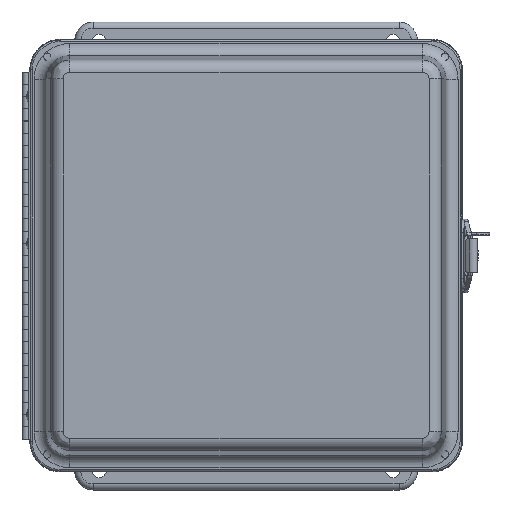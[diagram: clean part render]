
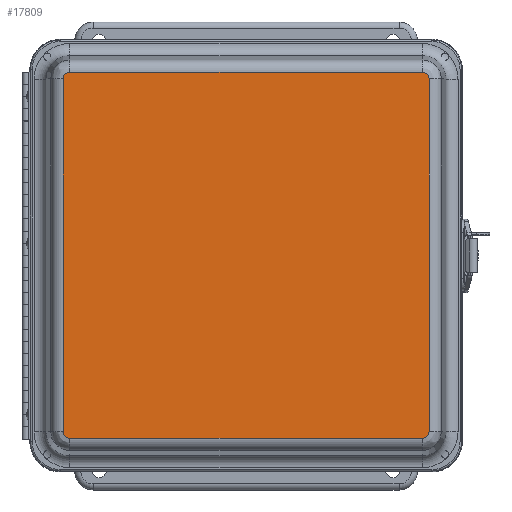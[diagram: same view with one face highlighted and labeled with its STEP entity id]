
A CAD part, top view. The second image highlights one B-rep face of the part: STEP entity #17809.
In plain terms, the highlighted planar face has unit normal (0, 0, 1).
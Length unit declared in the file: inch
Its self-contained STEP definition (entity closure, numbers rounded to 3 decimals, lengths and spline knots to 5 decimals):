
#1691=LINE($,#41420,#2856);
#1694=LINE($,#41441,#2859);
#1696=LINE($,#41449,#2861);
#1698=LINE($,#41477,#2863);
#2856=VECTOR($,#25154,7.20895);
#2859=VECTOR($,#25169,7.2095);
#2861=VECTOR($,#25177,7.20895);
#2863=VECTOR($,#25193,7.2095);
#3290=PLANE($,#19936);
#5183=FACE_OUTER_BOUND($,#6539,.T.);
#6539=EDGE_LOOP($,(#16343,#16344,#16345,#16346,#16347,#16348,#16349,#16350));
#7589=CIRCLE($,#19916,0.13382);
#7594=CIRCLE($,#19922,0.13382);
#7598=CIRCLE($,#19930,0.13382);
#7601=CIRCLE($,#19933,0.13382);
#9189=VERTEX_POINT($,#41410);
#9190=VERTEX_POINT($,#41412);
#9191=VERTEX_POINT($,#41416);
#9193=VERTEX_POINT($,#41430);
#9195=VERTEX_POINT($,#41440);
#9197=VERTEX_POINT($,#41446);
#9198=VERTEX_POINT($,#41448);
#9199=VERTEX_POINT($,#41471);
#11592=EDGE_CURVE($,#9189,#9190,#7589,.T.);
#11596=EDGE_CURVE($,#9190,#9191,#1691,.T.);
#11599=EDGE_CURVE($,#9191,#9193,#7594,.T.);
#11602=EDGE_CURVE($,#9193,#9195,#1694,.T.);
#11606=EDGE_CURVE($,#9197,#9198,#1696,.T.);
#11608=EDGE_CURVE($,#9195,#9197,#7598,.T.);
#11611=EDGE_CURVE($,#9198,#9199,#7601,.T.);
#11613=EDGE_CURVE($,#9199,#9189,#1698,.T.);
#16343=ORIENTED_EDGE($,*,*,#11592,.F.);
#16344=ORIENTED_EDGE($,*,*,#11613,.F.);
#16345=ORIENTED_EDGE($,*,*,#11611,.F.);
#16346=ORIENTED_EDGE($,*,*,#11606,.F.);
#16347=ORIENTED_EDGE($,*,*,#11608,.F.);
#16348=ORIENTED_EDGE($,*,*,#11602,.F.);
#16349=ORIENTED_EDGE($,*,*,#11599,.F.);
#16350=ORIENTED_EDGE($,*,*,#11596,.F.);
#17809=ADVANCED_FACE($,(#5183),#3290,.T.);
#19916=AXIS2_PLACEMENT_3D($,#41413,#25145,#25146);
#19922=AXIS2_PLACEMENT_3D($,#41434,#25159,#25160);
#19930=AXIS2_PLACEMENT_3D($,#41460,#25180,#25181);
#19933=AXIS2_PLACEMENT_3D($,#41473,#25186,#25187);
#19936=AXIS2_PLACEMENT_3D($,#41478,#25194,#25195);
#25145=DIRECTION('center_axis',(0.,0.,-1.));
#25146=DIRECTION('ref_axis',(-0.984,-0.18,0.));
#25154=DIRECTION($,(0.,1.,0.));
#25159=DIRECTION('center_axis',(0.,0.,-1.));
#25160=DIRECTION('ref_axis',(-0.984,0.18,0.));
#25169=DIRECTION($,(1.,0.,0.));
#25177=DIRECTION($,(0.,-1.,0.));
#25180=DIRECTION('center_axis',(0.,0.,-1.));
#25181=DIRECTION('ref_axis',(0.984,0.18,0.));
#25186=DIRECTION('center_axis',(0.,0.,-1.));
#25187=DIRECTION('ref_axis',(0.984,-0.18,0.));
#25193=DIRECTION($,(-1.,0.,0.));
#25194=DIRECTION('center_axis',(0.,0.,1.));
#25195=DIRECTION('ref_axis',(1.,0.,0.));
#41410=CARTESIAN_POINT('',(-3.60475,-3.7383,4.685));
#41412=CARTESIAN_POINT('',(-3.73857,-3.60448,4.685));
#41413=CARTESIAN_POINT('Origin',(-3.60475,-3.60448,4.685));
#41416=CARTESIAN_POINT('',(-3.73857,3.60448,4.685));
#41420=CARTESIAN_POINT($,(-3.73857,-3.60448,4.685));
#41430=CARTESIAN_POINT('',(-3.60475,3.7383,4.685));
#41434=CARTESIAN_POINT('Origin',(-3.60475,3.60448,4.685));
#41440=CARTESIAN_POINT('',(3.60475,3.7383,4.685));
#41441=CARTESIAN_POINT($,(-3.60475,3.7383,4.685));
#41446=CARTESIAN_POINT('',(3.73857,3.60448,4.685));
#41448=CARTESIAN_POINT('',(3.73857,-3.60448,4.685));
#41449=CARTESIAN_POINT($,(3.73857,3.60448,4.685));
#41460=CARTESIAN_POINT('Origin',(3.60475,3.60448,4.685));
#41471=CARTESIAN_POINT('',(3.60475,-3.7383,4.685));
#41473=CARTESIAN_POINT('Origin',(3.60475,-3.60448,4.685));
#41477=CARTESIAN_POINT($,(3.60475,-3.7383,4.685));
#41478=CARTESIAN_POINT('Origin',(0.,0.,4.685));
